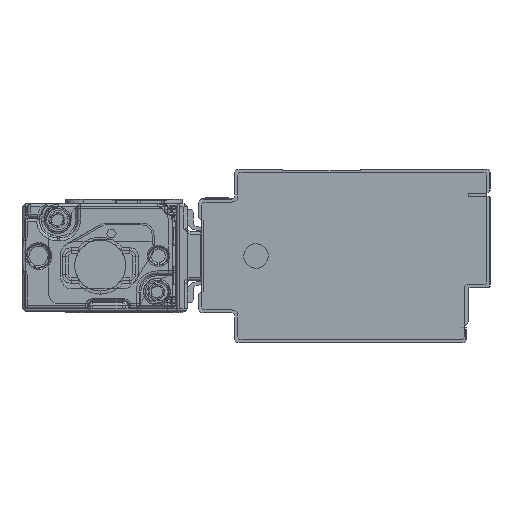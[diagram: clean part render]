
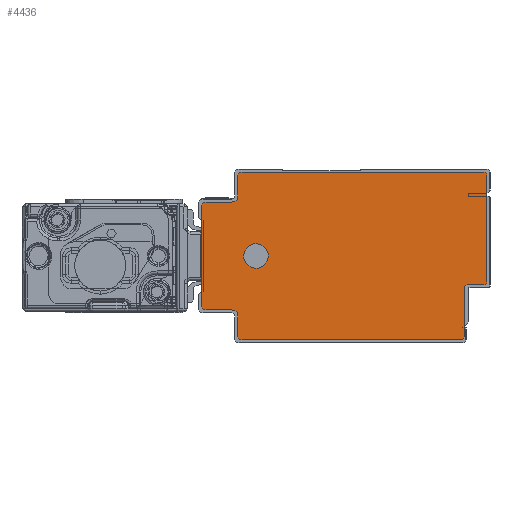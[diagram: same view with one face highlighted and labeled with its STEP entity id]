
A CAD part, left-side view. The second image highlights one B-rep face of the part: STEP entity #4436.
In plain terms, the highlighted planar face has unit normal (-1, 0, 0).
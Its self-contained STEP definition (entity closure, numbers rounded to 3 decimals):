
#2564=AXIS2_PLACEMENT_3D('Circle Axis2P3D',#2562,#2563,$) ;
#2602=AXIS2_PLACEMENT_3D('Circle Axis2P3D',#2600,#2601,$) ;
#2640=AXIS2_PLACEMENT_3D('Circle Axis2P3D',#2638,#2639,$) ;
#2678=AXIS2_PLACEMENT_3D('Circle Axis2P3D',#2676,#2677,$) ;
#4306=AXIS2_PLACEMENT_3D('Circle Axis2P3D',#4304,#4305,$) ;
#4326=AXIS2_PLACEMENT_3D('Plane Axis2P3D',#4323,#4324,#4325) ;
#4330=AXIS2_PLACEMENT_3D('Circle Axis2P3D',#4328,#4329,$) ;
#4344=AXIS2_PLACEMENT_3D('Circle Axis2P3D',#4342,#4343,$) ;
#4358=AXIS2_PLACEMENT_3D('Circle Axis2P3D',#4356,#4357,$) ;
#4372=AXIS2_PLACEMENT_3D('Circle Axis2P3D',#4370,#4371,$) ;
#4386=AXIS2_PLACEMENT_3D('Circle Axis2P3D',#4384,#4385,$) ;
#4420=AXIS2_PLACEMENT_3D('Circle Axis2P3D',#4418,#4419,$) ;
#4429=AXIS2_PLACEMENT_3D('Circle Axis2P3D',#4427,#4428,$) ;
#2520=CARTESIAN_POINT('Line Origine',(-2175.5,-3.5,19.1)) ;
#2524=CARTESIAN_POINT('Vertex',(-2175.5,-3.5,28.)) ;
#2526=CARTESIAN_POINT('Vertex',(-2175.5,-3.5,10.2)) ;
#2562=CARTESIAN_POINT('Axis2P3D Location',(-2175.5,-3.,28.)) ;
#2566=CARTESIAN_POINT('Vertex',(-2175.5,-3.,28.5)) ;
#2581=CARTESIAN_POINT('Line Origine',(-2175.5,17.25,28.5)) ;
#2585=CARTESIAN_POINT('Vertex',(-2175.5,37.5,28.5)) ;
#2600=CARTESIAN_POINT('Axis2P3D Location',(-2175.5,37.5,28.)) ;
#2604=CARTESIAN_POINT('Vertex',(-2175.5,38.,28.)) ;
#2619=CARTESIAN_POINT('Line Origine',(-2175.5,38.,26.25)) ;
#2623=CARTESIAN_POINT('Vertex',(-2175.5,38.,24.5)) ;
#2638=CARTESIAN_POINT('Axis2P3D Location',(-2175.5,39.,24.5)) ;
#2642=CARTESIAN_POINT('Vertex',(-2175.5,39.,23.5)) ;
#2657=CARTESIAN_POINT('Line Origine',(-2175.5,41.25,23.5)) ;
#2661=CARTESIAN_POINT('Vertex',(-2175.5,43.5,23.5)) ;
#2676=CARTESIAN_POINT('Axis2P3D Location',(-2175.5,43.5,23.)) ;
#2680=CARTESIAN_POINT('Vertex',(-2175.5,44.,23.)) ;
#2695=CARTESIAN_POINT('Line Origine',(-2175.5,44.,14.5)) ;
#2699=CARTESIAN_POINT('Vertex',(-2175.5,44.,6.)) ;
#4304=CARTESIAN_POINT('Axis2P3D Location',(-2175.5,-3.,10.2)) ;
#4308=CARTESIAN_POINT('Vertex',(-2175.5,-3.,9.7)) ;
#4323=CARTESIAN_POINT('Axis2P3D Location',(-2175.5,0.,0.)) ;
#4328=CARTESIAN_POINT('Axis2P3D Location',(-2175.5,43.5,6.)) ;
#4332=CARTESIAN_POINT('Vertex',(-2175.5,43.5,5.5)) ;
#4335=CARTESIAN_POINT('Line Origine',(-2175.5,41.25,5.5)) ;
#4339=CARTESIAN_POINT('Vertex',(-2175.5,39.,5.5)) ;
#4342=CARTESIAN_POINT('Axis2P3D Location',(-2175.5,39.,4.5)) ;
#4346=CARTESIAN_POINT('Vertex',(-2175.5,38.,4.5)) ;
#4349=CARTESIAN_POINT('Line Origine',(-2175.5,38.,2.75)) ;
#4353=CARTESIAN_POINT('Vertex',(-2175.5,38.,1.)) ;
#4356=CARTESIAN_POINT('Axis2P3D Location',(-2175.5,37.5,1.)) ;
#4360=CARTESIAN_POINT('Vertex',(-2175.5,37.5,0.5)) ;
#4363=CARTESIAN_POINT('Line Origine',(-2175.5,19.15,0.5)) ;
#4367=CARTESIAN_POINT('Vertex',(-2175.5,0.8,0.5)) ;
#4370=CARTESIAN_POINT('Axis2P3D Location',(-2175.5,0.8,1.)) ;
#4374=CARTESIAN_POINT('Vertex',(-2175.5,0.3,1.)) ;
#4377=CARTESIAN_POINT('Line Origine',(-2175.5,0.3,5.1)) ;
#4381=CARTESIAN_POINT('Vertex',(-2175.5,0.3,9.2)) ;
#4384=CARTESIAN_POINT('Axis2P3D Location',(-2175.5,-0.2,9.2)) ;
#4388=CARTESIAN_POINT('Vertex',(-2175.5,-0.2,9.7)) ;
#4391=CARTESIAN_POINT('Line Origine',(-2175.5,-1.6,9.7)) ;
#4418=CARTESIAN_POINT('Axis2P3D Location',(-2175.5,35.,14.5)) ;
#4422=CARTESIAN_POINT('Vertex',(-2175.5,33.186,13.509)) ;
#4424=CARTESIAN_POINT('Vertex',(-2175.5,36.814,15.491)) ;
#4427=CARTESIAN_POINT('Axis2P3D Location',(-2175.5,35.,14.5)) ;
#2521=DIRECTION('Vector Direction',(0.,0.,-1.)) ;
#2563=DIRECTION('Axis2P3D Direction',(1.,0.,0.)) ;
#2582=DIRECTION('Vector Direction',(0.,1.,0.)) ;
#2601=DIRECTION('Axis2P3D Direction',(1.,0.,0.)) ;
#2620=DIRECTION('Vector Direction',(0.,0.,1.)) ;
#2639=DIRECTION('Axis2P3D Direction',(1.,0.,0.)) ;
#2658=DIRECTION('Vector Direction',(0.,1.,0.)) ;
#2677=DIRECTION('Axis2P3D Direction',(1.,0.,0.)) ;
#2696=DIRECTION('Vector Direction',(0.,0.,1.)) ;
#4305=DIRECTION('Axis2P3D Direction',(1.,0.,0.)) ;
#4324=DIRECTION('Axis2P3D Direction',(1.,0.,0.)) ;
#4325=DIRECTION('Axis2P3D XDirection',(0.,1.,0.)) ;
#4329=DIRECTION('Axis2P3D Direction',(1.,0.,0.)) ;
#4336=DIRECTION('Vector Direction',(0.,-1.,0.)) ;
#4343=DIRECTION('Axis2P3D Direction',(1.,0.,0.)) ;
#4350=DIRECTION('Vector Direction',(0.,0.,1.)) ;
#4357=DIRECTION('Axis2P3D Direction',(1.,0.,0.)) ;
#4364=DIRECTION('Vector Direction',(0.,-1.,0.)) ;
#4371=DIRECTION('Axis2P3D Direction',(1.,0.,0.)) ;
#4378=DIRECTION('Vector Direction',(0.,0.,-1.)) ;
#4385=DIRECTION('Axis2P3D Direction',(1.,0.,0.)) ;
#4392=DIRECTION('Vector Direction',(0.,1.,0.)) ;
#4419=DIRECTION('Axis2P3D Direction',(1.,0.,0.)) ;
#4428=DIRECTION('Axis2P3D Direction',(1.,0.,0.)) ;
#2522=VECTOR('Line Direction',#2521,1.) ;
#2583=VECTOR('Line Direction',#2582,1.) ;
#2621=VECTOR('Line Direction',#2620,1.) ;
#2659=VECTOR('Line Direction',#2658,1.) ;
#2697=VECTOR('Line Direction',#2696,1.) ;
#4337=VECTOR('Line Direction',#4336,1.) ;
#4351=VECTOR('Line Direction',#4350,1.) ;
#4365=VECTOR('Line Direction',#4364,1.) ;
#4379=VECTOR('Line Direction',#4378,1.) ;
#4393=VECTOR('Line Direction',#4392,1.) ;
#4397=ORIENTED_EDGE('',*,*,#2587,.F.) ;
#4398=ORIENTED_EDGE('',*,*,#2606,.F.) ;
#4399=ORIENTED_EDGE('',*,*,#2625,.F.) ;
#4400=ORIENTED_EDGE('',*,*,#2644,.F.) ;
#4401=ORIENTED_EDGE('',*,*,#2663,.F.) ;
#4402=ORIENTED_EDGE('',*,*,#2682,.F.) ;
#4403=ORIENTED_EDGE('',*,*,#2701,.F.) ;
#4404=ORIENTED_EDGE('',*,*,#4334,.F.) ;
#4405=ORIENTED_EDGE('',*,*,#4341,.F.) ;
#4406=ORIENTED_EDGE('',*,*,#4348,.F.) ;
#4407=ORIENTED_EDGE('',*,*,#4355,.F.) ;
#4408=ORIENTED_EDGE('',*,*,#4362,.F.) ;
#4409=ORIENTED_EDGE('',*,*,#4369,.F.) ;
#4410=ORIENTED_EDGE('',*,*,#4376,.F.) ;
#4411=ORIENTED_EDGE('',*,*,#4383,.F.) ;
#4412=ORIENTED_EDGE('',*,*,#4390,.F.) ;
#4413=ORIENTED_EDGE('',*,*,#4395,.F.) ;
#4414=ORIENTED_EDGE('',*,*,#4310,.F.) ;
#4415=ORIENTED_EDGE('',*,*,#2528,.F.) ;
#4416=ORIENTED_EDGE('',*,*,#2568,.F.) ;
#4433=ORIENTED_EDGE('',*,*,#4426,.T.) ;
#4434=ORIENTED_EDGE('',*,*,#4431,.T.) ;
#4435=FACE_BOUND('',#4432,.T.) ;
#4436=ADVANCED_FACE('\X2\FF8EFF9EFF83FF9EFF68FF70\X0\.2',(#4417,#4435),#4327,.F.) ;
#2565=CIRCLE('generated circle',#2564,0.5) ;
#2603=CIRCLE('generated circle',#2602,0.5) ;
#2641=CIRCLE('generated circle',#2640,1.) ;
#2679=CIRCLE('generated circle',#2678,0.5) ;
#4307=CIRCLE('generated circle',#4306,0.5) ;
#4331=CIRCLE('generated circle',#4330,0.5) ;
#4345=CIRCLE('generated circle',#4344,1.) ;
#4359=CIRCLE('generated circle',#4358,0.5) ;
#4373=CIRCLE('generated circle',#4372,0.5) ;
#4387=CIRCLE('generated circle',#4386,0.5) ;
#4421=CIRCLE('generated circle',#4420,2.067) ;
#4430=CIRCLE('generated circle',#4429,2.067) ;
#2528=EDGE_CURVE('',#2525,#2527,#2523,.T.) ;
#2568=EDGE_CURVE('',#2567,#2525,#2565,.T.) ;
#2587=EDGE_CURVE('',#2586,#2567,#2584,.F.) ;
#2606=EDGE_CURVE('',#2605,#2586,#2603,.T.) ;
#2625=EDGE_CURVE('',#2624,#2605,#2622,.T.) ;
#2644=EDGE_CURVE('',#2643,#2624,#2641,.F.) ;
#2663=EDGE_CURVE('',#2662,#2643,#2660,.F.) ;
#2682=EDGE_CURVE('',#2681,#2662,#2679,.T.) ;
#2701=EDGE_CURVE('',#2700,#2681,#2698,.T.) ;
#4310=EDGE_CURVE('',#2527,#4309,#4307,.T.) ;
#4334=EDGE_CURVE('',#4333,#2700,#4331,.T.) ;
#4341=EDGE_CURVE('',#4340,#4333,#4338,.F.) ;
#4348=EDGE_CURVE('',#4347,#4340,#4345,.F.) ;
#4355=EDGE_CURVE('',#4354,#4347,#4352,.T.) ;
#4362=EDGE_CURVE('',#4361,#4354,#4359,.T.) ;
#4369=EDGE_CURVE('',#4368,#4361,#4366,.F.) ;
#4376=EDGE_CURVE('',#4375,#4368,#4373,.T.) ;
#4383=EDGE_CURVE('',#4382,#4375,#4380,.T.) ;
#4390=EDGE_CURVE('',#4389,#4382,#4387,.F.) ;
#4395=EDGE_CURVE('',#4309,#4389,#4394,.T.) ;
#4426=EDGE_CURVE('',#4423,#4425,#4421,.T.) ;
#4431=EDGE_CURVE('',#4425,#4423,#4430,.T.) ;
#4396=EDGE_LOOP('',(#4397,#4398,#4399,#4400,#4401,#4402,#4403,#4404,#4405,#4406,#4407,#4408,#4409,#4410,#4411,#4412,#4413,#4414,#4415,#4416)) ;
#4432=EDGE_LOOP('',(#4433,#4434)) ;
#4417=FACE_OUTER_BOUND('',#4396,.T.) ;
#2523=LINE('Line',#2520,#2522) ;
#2584=LINE('Line',#2581,#2583) ;
#2622=LINE('Line',#2619,#2621) ;
#2660=LINE('Line',#2657,#2659) ;
#2698=LINE('Line',#2695,#2697) ;
#4338=LINE('Line',#4335,#4337) ;
#4352=LINE('Line',#4349,#4351) ;
#4366=LINE('Line',#4363,#4365) ;
#4380=LINE('Line',#4377,#4379) ;
#4394=LINE('Line',#4391,#4393) ;
#4327=PLANE('Plane',#4326) ;
#2525=VERTEX_POINT('',#2524) ;
#2527=VERTEX_POINT('',#2526) ;
#2567=VERTEX_POINT('',#2566) ;
#2586=VERTEX_POINT('',#2585) ;
#2605=VERTEX_POINT('',#2604) ;
#2624=VERTEX_POINT('',#2623) ;
#2643=VERTEX_POINT('',#2642) ;
#2662=VERTEX_POINT('',#2661) ;
#2681=VERTEX_POINT('',#2680) ;
#2700=VERTEX_POINT('',#2699) ;
#4309=VERTEX_POINT('',#4308) ;
#4333=VERTEX_POINT('',#4332) ;
#4340=VERTEX_POINT('',#4339) ;
#4347=VERTEX_POINT('',#4346) ;
#4354=VERTEX_POINT('',#4353) ;
#4361=VERTEX_POINT('',#4360) ;
#4368=VERTEX_POINT('',#4367) ;
#4375=VERTEX_POINT('',#4374) ;
#4382=VERTEX_POINT('',#4381) ;
#4389=VERTEX_POINT('',#4388) ;
#4423=VERTEX_POINT('',#4422) ;
#4425=VERTEX_POINT('',#4424) ;
